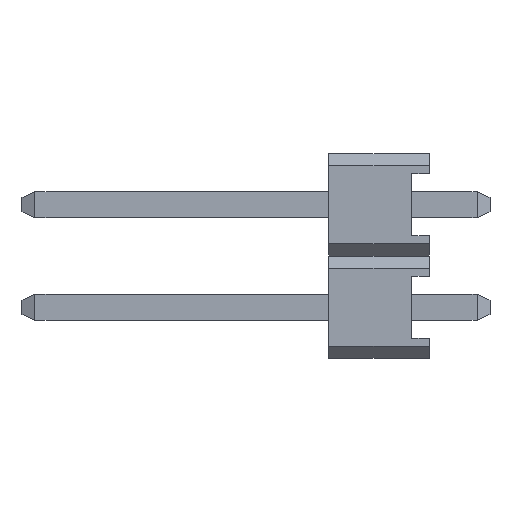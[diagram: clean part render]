
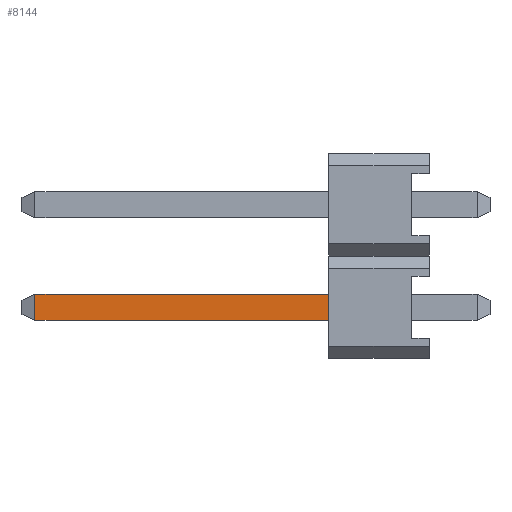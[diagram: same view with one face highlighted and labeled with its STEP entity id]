
A CAD part, left-side view. The second image highlights one B-rep face of the part: STEP entity #8144.
In plain terms, the highlighted planar face has unit normal (-1, 0, 0).
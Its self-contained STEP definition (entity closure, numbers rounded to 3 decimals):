
#2803 = CARTESIAN_POINT ( 'NONE',  ( -0.325, 9.778, -2.865 ) ) ;
#2923 = DIRECTION ( 'NONE',  ( 0., 0., -1. ) ) ;
#2924 = VECTOR ( 'NONE', #2923, 1000. ) ;
#2925 = CARTESIAN_POINT ( 'NONE',  ( -0.325, 9.778, -2.865 ) ) ;
#2926 = LINE ( 'NONE', #2925, #2924 ) ;
#2927 = DIRECTION ( 'NONE',  ( 0., -1., 0. ) ) ;
#2928 = VECTOR ( 'NONE', #2927, 1000. ) ;
#2929 = CARTESIAN_POINT ( 'NONE',  ( -0.325, 10.1, -2.865 ) ) ;
#2930 = LINE ( 'NONE', #2929, #2928 ) ;
#2947 = DIRECTION ( 'NONE',  ( 0., 0., -1. ) ) ;
#2948 = DIRECTION ( 'NONE',  ( 1., 0., 0. ) ) ;
#2949 = CARTESIAN_POINT ( 'NONE',  ( -0.325, 10.1, -2.865 ) ) ;
#2950 = AXIS2_PLACEMENT_3D ( 'NONE', #2949, #2948, #2947 ) ;
#2951 = PLANE ( 'NONE',  #2950 ) ;
#2952 = FACE_OUTER_BOUND ( 'NONE', #8067, .T. ) ;
#3112 = CARTESIAN_POINT ( 'NONE',  ( -0.325, 9.778, -2.215 ) ) ;
#3143 = DIRECTION ( 'NONE',  ( 0., -1., 0. ) ) ;
#3144 = VECTOR ( 'NONE', #3143, 1000. ) ;
#3145 = CARTESIAN_POINT ( 'NONE',  ( -0.325, 10.1, -2.215 ) ) ;
#3146 = LINE ( 'NONE', #3145, #3144 ) ;
#5694 = DIRECTION ( 'NONE',  ( 0., 0., 1. ) ) ;
#5695 = VECTOR ( 'NONE', #5694, 1000. ) ;
#5696 = CARTESIAN_POINT ( 'NONE',  ( -0.325, 2.5, 1.27 ) ) ;
#5697 = LINE ( 'NONE', #5696, #5695 ) ;
#5770 = CARTESIAN_POINT ( 'NONE',  ( -0.325, 2.5, -2.865 ) ) ;
#6224 = CARTESIAN_POINT ( 'NONE',  ( -0.325, 2.5, -2.215 ) ) ;
#7947 = VERTEX_POINT ( 'NONE', #2803 ) ;
#7948 = EDGE_CURVE ( 'NONE', #7947, #9739, #2930, .T. ) ;
#7949 = ORIENTED_EDGE ( 'NONE', *, *, #7950, .T. ) ;
#7950 = EDGE_CURVE ( 'NONE', #8058, #7947, #2926, .T. ) ;
#8035 = ORIENTED_EDGE ( 'NONE', *, *, #8036, .F. ) ;
#8036 = EDGE_CURVE ( 'NONE', #8058, #9917, #3146, .T. ) ;
#8058 = VERTEX_POINT ( 'NONE', #3112 ) ;
#8067 = EDGE_LOOP ( 'NONE', ( #8035, #7949, #8124, #8125 ) ) ;
#8124 = ORIENTED_EDGE ( 'NONE', *, *, #7948, .T. ) ;
#8125 = ORIENTED_EDGE ( 'NONE', *, *, #9632, .T. ) ;
#8144 = ADVANCED_FACE ( 'NONE', ( #2952 ), #2951, .F. ) ;
#9632 = EDGE_CURVE ( 'NONE', #9739, #9917, #5697, .T. ) ;
#9739 = VERTEX_POINT ( 'NONE', #5770 ) ;
#9917 = VERTEX_POINT ( 'NONE', #6224 ) ;
